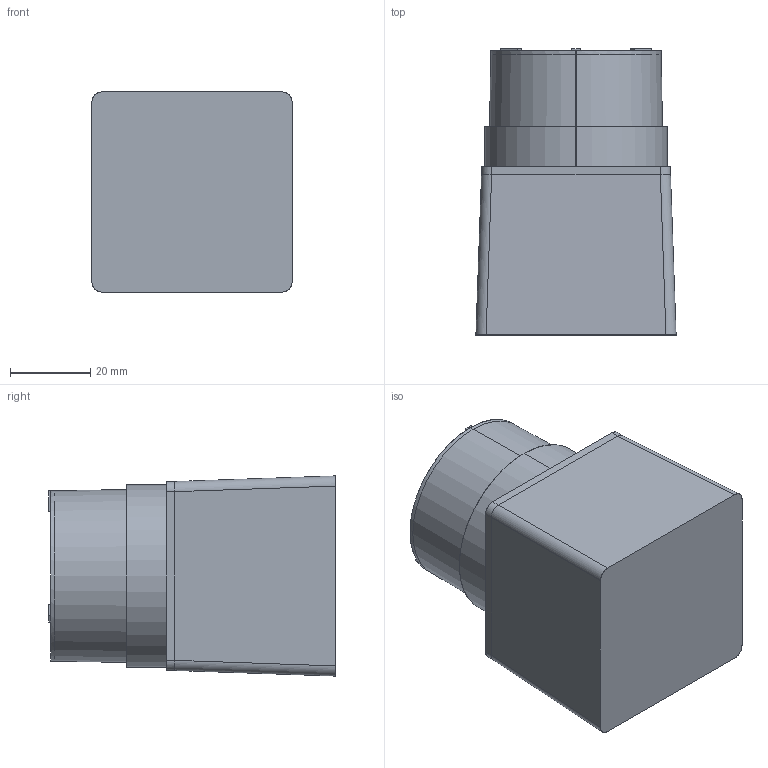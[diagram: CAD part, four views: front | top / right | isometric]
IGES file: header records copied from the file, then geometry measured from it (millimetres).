
Start section: SolidWorks IGES file using analytic representation for surfaces
Global section: file name: R283-HOKUYO-LASER1.igs; native system: SolidWorks 2006 by SolidWorks Corporation; preprocessor: SolidWorks 2006 by SolidWorks Corporation; author: steve; date: 060425.142205; units: inch
Bounding box: 50 x 71.5 x 50 mm (x, y, z)
Surface area: 16666.7 mm2 (no closed solid volume)
Topology: 0 solids, 0 shells, 44 faces, 510 edges, 510 vertices
Faces by surface type: bspline 30, revolution 14
